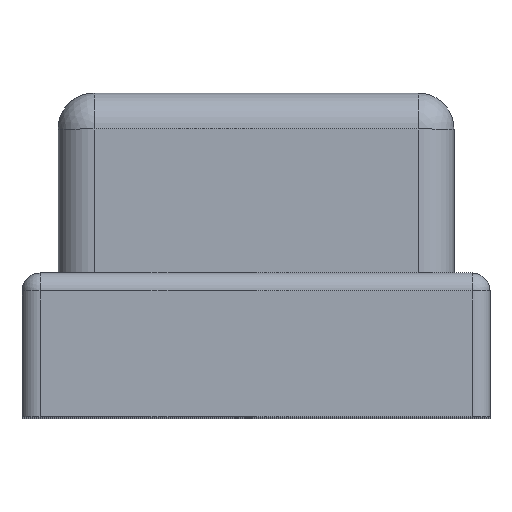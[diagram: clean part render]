
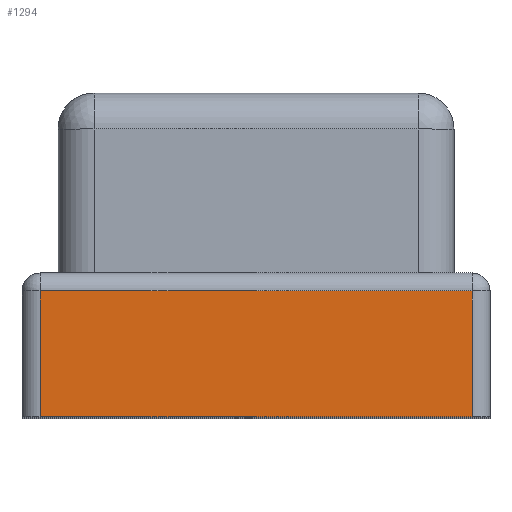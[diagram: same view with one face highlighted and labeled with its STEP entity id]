
A CAD part, top view. The second image highlights one B-rep face of the part: STEP entity #1294.
In plain terms, the highlighted planar face has unit normal (0, 0, 1).
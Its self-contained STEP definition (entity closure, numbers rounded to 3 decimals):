
#67=PLANE('',#1441);
#142=FACE_OUTER_BOUND('',#226,.T.);
#226=EDGE_LOOP('',(#1091,#1092,#1093,#1094));
#329=LINE('',#2126,#453);
#332=LINE('',#2140,#456);
#336=LINE('',#2149,#460);
#339=LINE('',#2157,#463);
#453=VECTOR('',#1736,10.);
#456=VECTOR('',#1751,10.);
#460=VECTOR('',#1761,10.);
#463=VECTOR('',#1770,10.);
#627=VERTEX_POINT('',#2119);
#629=VERTEX_POINT('',#2124);
#630=VERTEX_POINT('',#2129);
#633=VERTEX_POINT('',#2136);
#781=EDGE_CURVE('',#629,#627,#329,.T.);
#788=EDGE_CURVE('',#630,#633,#332,.T.);
#793=EDGE_CURVE('',#627,#630,#336,.T.);
#797=EDGE_CURVE('',#633,#629,#339,.T.);
#1091=ORIENTED_EDGE('',*,*,#788,.F.);
#1092=ORIENTED_EDGE('',*,*,#793,.F.);
#1093=ORIENTED_EDGE('',*,*,#781,.F.);
#1094=ORIENTED_EDGE('',*,*,#797,.F.);
#1294=ADVANCED_FACE('',(#142),#67,.T.);
#1441=AXIS2_PLACEMENT_3D('',#2156,#1768,#1769);
#1736=DIRECTION('',(0.,1.,0.));
#1751=DIRECTION('',(0.,-1.,0.));
#1761=DIRECTION('',(1.,0.,0.));
#1768=DIRECTION('center_axis',(0.,0.,1.));
#1769=DIRECTION('ref_axis',(1.,0.,0.));
#1770=DIRECTION('',(-1.,0.,0.));
#2119=CARTESIAN_POINT('',(-0.6,0.35,1.6));
#2124=CARTESIAN_POINT('',(-0.6,0.,1.6));
#2126=CARTESIAN_POINT('',(-0.6,0.,1.6));
#2129=CARTESIAN_POINT('',(0.6,0.35,1.6));
#2136=CARTESIAN_POINT('',(0.6,0.,1.6));
#2140=CARTESIAN_POINT('',(0.6,0.,1.6));
#2149=CARTESIAN_POINT('',(-0.325,0.35,1.6));
#2156=CARTESIAN_POINT('Origin',(-0.65,0.,1.6));
#2157=CARTESIAN_POINT('',(0.65,0.,1.6));
